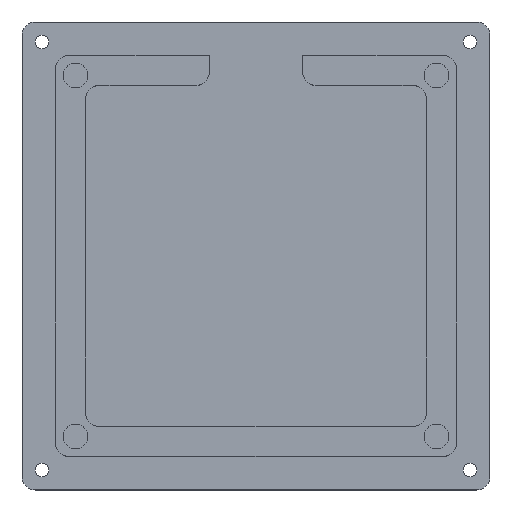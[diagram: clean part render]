
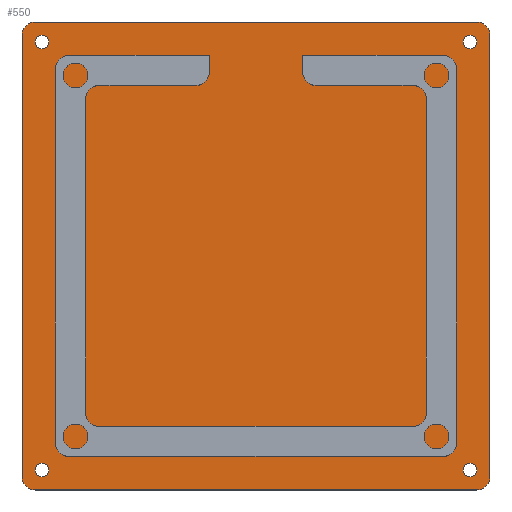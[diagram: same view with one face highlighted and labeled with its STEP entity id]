
A CAD part, top view. The second image highlights one B-rep face of the part: STEP entity #550.
In plain terms, the highlighted planar face has unit normal (0, 0, 1).
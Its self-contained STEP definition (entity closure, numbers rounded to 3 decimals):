
#141 = VERTEX_POINT('',#142);
#142 = CARTESIAN_POINT('',(-33.,35.,3.));
#148 = EDGE_CURVE('',#141,#149,#151,.T.);
#149 = VERTEX_POINT('',#150);
#150 = CARTESIAN_POINT('',(-35.,33.,3.));
#151 = CIRCLE('',#152,2.);
#152 = AXIS2_PLACEMENT_3D('',#153,#154,#155);
#153 = CARTESIAN_POINT('',(-33.,33.,3.));
#154 = DIRECTION('',(0.,0.,1.));
#155 = DIRECTION('',(1.,0.,0.));
#183 = VERTEX_POINT('',#184);
#184 = CARTESIAN_POINT('',(-35.,-33.,3.));
#190 = EDGE_CURVE('',#183,#149,#191,.T.);
#191 = LINE('',#192,#193);
#192 = CARTESIAN_POINT('',(-35.,-33.,3.));
#193 = VECTOR('',#194,1.);
#194 = DIRECTION('',(0.,1.,0.));
#212 = EDGE_CURVE('',#183,#213,#215,.T.);
#213 = VERTEX_POINT('',#214);
#214 = CARTESIAN_POINT('',(-33.,-35.,3.));
#215 = CIRCLE('',#216,2.);
#216 = AXIS2_PLACEMENT_3D('',#217,#218,#219);
#217 = CARTESIAN_POINT('',(-33.,-33.,3.));
#218 = DIRECTION('',(0.,0.,1.));
#219 = DIRECTION('',(1.,0.,0.));
#247 = VERTEX_POINT('',#248);
#248 = CARTESIAN_POINT('',(33.,-35.,3.));
#254 = EDGE_CURVE('',#247,#213,#255,.T.);
#255 = LINE('',#256,#257);
#256 = CARTESIAN_POINT('',(33.,-35.,3.));
#257 = VECTOR('',#258,1.);
#258 = DIRECTION('',(-1.,0.,0.));
#276 = EDGE_CURVE('',#247,#277,#279,.T.);
#277 = VERTEX_POINT('',#278);
#278 = CARTESIAN_POINT('',(35.,-33.,3.));
#279 = CIRCLE('',#280,2.);
#280 = AXIS2_PLACEMENT_3D('',#281,#282,#283);
#281 = CARTESIAN_POINT('',(33.,-33.,3.));
#282 = DIRECTION('',(0.,0.,1.));
#283 = DIRECTION('',(1.,0.,0.));
#311 = VERTEX_POINT('',#312);
#312 = CARTESIAN_POINT('',(35.,33.,3.));
#318 = EDGE_CURVE('',#311,#277,#319,.T.);
#319 = LINE('',#320,#321);
#320 = CARTESIAN_POINT('',(35.,33.,3.));
#321 = VECTOR('',#322,1.);
#322 = DIRECTION('',(0.,-1.,0.));
#340 = EDGE_CURVE('',#311,#341,#343,.T.);
#341 = VERTEX_POINT('',#342);
#342 = CARTESIAN_POINT('',(33.,35.,3.));
#343 = CIRCLE('',#344,2.);
#344 = AXIS2_PLACEMENT_3D('',#345,#346,#347);
#345 = CARTESIAN_POINT('',(33.,33.,3.));
#346 = DIRECTION('',(0.,0.,1.));
#347 = DIRECTION('',(1.,0.,0.));
#373 = EDGE_CURVE('',#141,#341,#374,.T.);
#374 = LINE('',#375,#376);
#375 = CARTESIAN_POINT('',(-33.,35.,3.));
#376 = VECTOR('',#377,1.);
#377 = DIRECTION('',(1.,0.,0.));
#397 = VERTEX_POINT('',#398);
#398 = CARTESIAN_POINT('',(-31.,-32.,3.));
#404 = EDGE_CURVE('',#397,#397,#405,.T.);
#405 = CIRCLE('',#406,1.);
#406 = AXIS2_PLACEMENT_3D('',#407,#408,#409);
#407 = CARTESIAN_POINT('',(-32.,-32.,3.));
#408 = DIRECTION('',(0.,0.,1.));
#409 = DIRECTION('',(1.,0.,0.));
#430 = VERTEX_POINT('',#431);
#431 = CARTESIAN_POINT('',(33.,-32.,3.));
#437 = EDGE_CURVE('',#430,#430,#438,.T.);
#438 = CIRCLE('',#439,1.);
#439 = AXIS2_PLACEMENT_3D('',#440,#441,#442);
#440 = CARTESIAN_POINT('',(32.,-32.,3.));
#441 = DIRECTION('',(0.,0.,1.));
#442 = DIRECTION('',(1.,0.,0.));
#463 = VERTEX_POINT('',#464);
#464 = CARTESIAN_POINT('',(33.,32.,3.));
#470 = EDGE_CURVE('',#463,#463,#471,.T.);
#471 = CIRCLE('',#472,1.);
#472 = AXIS2_PLACEMENT_3D('',#473,#474,#475);
#473 = CARTESIAN_POINT('',(32.,32.,3.));
#474 = DIRECTION('',(0.,0.,1.));
#475 = DIRECTION('',(1.,0.,0.));
#496 = VERTEX_POINT('',#497);
#497 = CARTESIAN_POINT('',(-31.,32.,3.));
#503 = EDGE_CURVE('',#496,#496,#504,.T.);
#504 = CIRCLE('',#505,1.);
#505 = AXIS2_PLACEMENT_3D('',#506,#507,#508);
#506 = CARTESIAN_POINT('',(-32.,32.,3.));
#507 = DIRECTION('',(0.,0.,1.));
#508 = DIRECTION('',(1.,0.,0.));
#550 = ADVANCED_FACE('',(#551,#561,#564,#567,#570),#573,.T.);
#551 = FACE_BOUND('',#552,.T.);
#552 = EDGE_LOOP('',(#553,#554,#555,#556,#557,#558,#559,#560));
#553 = ORIENTED_EDGE('',*,*,#148,.T.);
#554 = ORIENTED_EDGE('',*,*,#190,.F.);
#555 = ORIENTED_EDGE('',*,*,#212,.T.);
#556 = ORIENTED_EDGE('',*,*,#254,.F.);
#557 = ORIENTED_EDGE('',*,*,#276,.T.);
#558 = ORIENTED_EDGE('',*,*,#318,.F.);
#559 = ORIENTED_EDGE('',*,*,#340,.T.);
#560 = ORIENTED_EDGE('',*,*,#373,.F.);
#561 = FACE_BOUND('',#562,.F.);
#562 = EDGE_LOOP('',(#563));
#563 = ORIENTED_EDGE('',*,*,#404,.T.);
#564 = FACE_BOUND('',#565,.F.);
#565 = EDGE_LOOP('',(#566));
#566 = ORIENTED_EDGE('',*,*,#437,.T.);
#567 = FACE_BOUND('',#568,.F.);
#568 = EDGE_LOOP('',(#569));
#569 = ORIENTED_EDGE('',*,*,#470,.T.);
#570 = FACE_BOUND('',#571,.F.);
#571 = EDGE_LOOP('',(#572));
#572 = ORIENTED_EDGE('',*,*,#503,.T.);
#573 = PLANE('',#574);
#574 = AXIS2_PLACEMENT_3D('',#575,#576,#577);
#575 = CARTESIAN_POINT('',(0.,0.,3.));
#576 = DIRECTION('',(0.,0.,1.));
#577 = DIRECTION('',(1.,0.,0.));
